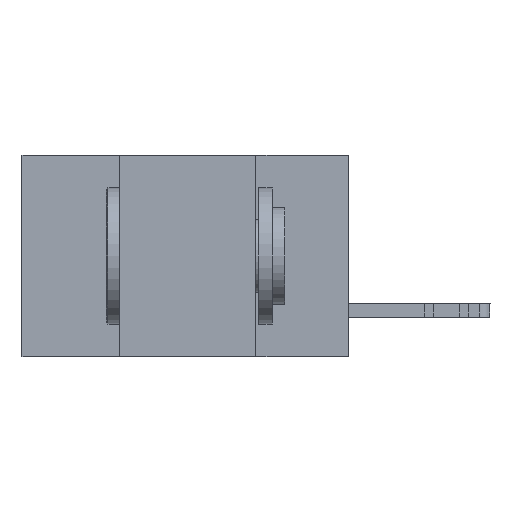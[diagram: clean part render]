
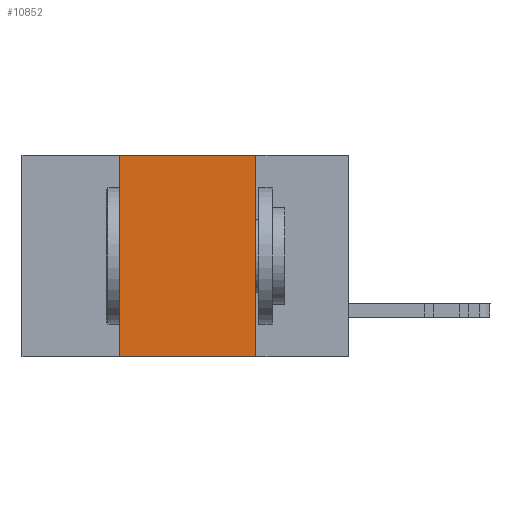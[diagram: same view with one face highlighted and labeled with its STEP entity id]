
A CAD part, left-side view. The second image highlights one B-rep face of the part: STEP entity #10852.
In plain terms, the highlighted planar face has unit normal (-1, 0, 0).
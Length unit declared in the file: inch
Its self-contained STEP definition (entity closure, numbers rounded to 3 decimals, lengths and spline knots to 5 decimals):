
#1034 = VECTOR ( 'NONE', #25110, 39.37008 ) ;
#1453 = VECTOR ( 'NONE', #9327, 39.37008 ) ;
#1906 = ORIENTED_EDGE ( 'NONE', *, *, #19520, .F. ) ;
#2923 = CARTESIAN_POINT ( 'NONE',  ( 0., 0.6, -0.37 ) ) ;
#3896 = DIRECTION ( 'NONE',  ( 0., 0., 1. ) ) ;
#5409 = CARTESIAN_POINT ( 'NONE',  ( 0., 0.6, 0. ) ) ;
#6088 = CARTESIAN_POINT ( 'NONE',  ( 0., 0.42, -0.37 ) ) ;
#6128 = DIRECTION ( 'NONE',  ( 0., 0., -1. ) ) ;
#6396 = CARTESIAN_POINT ( 'NONE',  ( 0., 0.17, 0. ) ) ;
#7033 = ORIENTED_EDGE ( 'NONE', *, *, #22796, .F. ) ;
#7115 = CARTESIAN_POINT ( 'NONE',  ( 0., 0.42, 0. ) ) ;
#7746 = DIRECTION ( 'NONE',  ( 0., -1., 0. ) ) ;
#8401 = LINE ( 'NONE', #6088, #18972 ) ;
#8912 = VERTEX_POINT ( 'NONE', #6396 ) ;
#9100 = CARTESIAN_POINT ( 'NONE',  ( 0., 0.17, -0.37 ) ) ;
#9327 = DIRECTION ( 'NONE',  ( 0., -1., 0. ) ) ;
#10014 = EDGE_CURVE ( 'NONE', #13036, #20005, #8401, .T. ) ;
#10148 = CARTESIAN_POINT ( 'NONE',  ( 0., 0.42, -0.37 ) ) ;
#10852 = ADVANCED_FACE ( 'NONE', ( #19052 ), #16588, .F. ) ;
#11012 = ORIENTED_EDGE ( 'NONE', *, *, #17125, .T. ) ;
#12872 = AXIS2_PLACEMENT_3D ( 'NONE', #22735, #22873, #6128 ) ;
#13036 = VERTEX_POINT ( 'NONE', #10148 ) ;
#16588 = PLANE ( 'NONE',  #12872 ) ;
#16700 = VERTEX_POINT ( 'NONE', #9100 ) ;
#17125 = EDGE_CURVE ( 'NONE', #13036, #16700, #23633, .T. ) ;
#18972 = VECTOR ( 'NONE', #3896, 39.37008 ) ;
#19052 = FACE_OUTER_BOUND ( 'NONE', #21691, .T. ) ;
#19520 = EDGE_CURVE ( 'NONE', #8912, #16700, #21303, .T. ) ;
#20005 = VERTEX_POINT ( 'NONE', #7115 ) ;
#20121 = LINE ( 'NONE', #5409, #26362 ) ;
#21303 = LINE ( 'NONE', #24842, #1034 ) ;
#21691 = EDGE_LOOP ( 'NONE', ( #1906, #7033, #22701, #11012 ) ) ;
#22701 = ORIENTED_EDGE ( 'NONE', *, *, #10014, .F. ) ;
#22735 = CARTESIAN_POINT ( 'NONE',  ( 0., 0.6, 0. ) ) ;
#22796 = EDGE_CURVE ( 'NONE', #20005, #8912, #20121, .T. ) ;
#22873 = DIRECTION ( 'NONE',  ( 1., 0., 0. ) ) ;
#23633 = LINE ( 'NONE', #2923, #1453 ) ;
#24842 = CARTESIAN_POINT ( 'NONE',  ( 0., 0.17, -0.37 ) ) ;
#25110 = DIRECTION ( 'NONE',  ( 0., 0., -1. ) ) ;
#26362 = VECTOR ( 'NONE', #7746, 39.37008 ) ;
